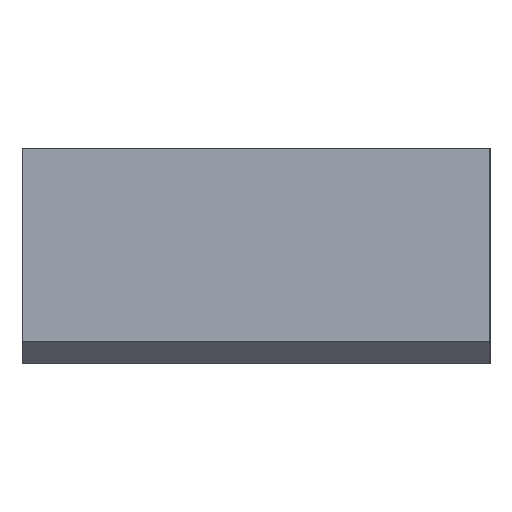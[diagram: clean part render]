
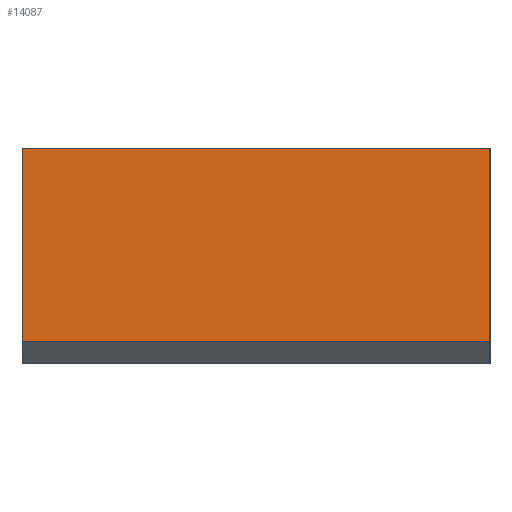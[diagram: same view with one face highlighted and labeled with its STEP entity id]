
A CAD part, left-side view. The second image highlights one B-rep face of the part: STEP entity #14087.
In plain terms, the highlighted planar face has unit normal (-1, 0, 0).
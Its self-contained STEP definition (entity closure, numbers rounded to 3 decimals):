
#10777 = PLANE('',#10778);
#10778 = AXIS2_PLACEMENT_3D('',#10779,#10780,#10781);
#10779 = CARTESIAN_POINT('',(-90.8,-65.4,0.));
#10780 = DIRECTION('',(-0.,-1.,-0.));
#10781 = DIRECTION('',(-1.,0.,0.));
#10998 = VERTEX_POINT('',#10999);
#10999 = CARTESIAN_POINT('',(-90.8,-65.4,3.));
#11013 = PLANE('',#11014);
#11014 = AXIS2_PLACEMENT_3D('',#11015,#11016,#11017);
#11015 = CARTESIAN_POINT('',(-89.3,0.,1.5));
#11016 = DIRECTION('',(0.707,0.,0.707));
#11017 = DIRECTION('',(0.,1.,0.));
#11025 = EDGE_CURVE('',#10998,#11026,#11028,.T.);
#11026 = VERTEX_POINT('',#11027);
#11027 = CARTESIAN_POINT('',(-90.8,-65.4,30.));
#11028 = SURFACE_CURVE('',#11029,(#11033,#11040),.PCURVE_S1.);
#11029 = LINE('',#11030,#11031);
#11030 = CARTESIAN_POINT('',(-90.8,-65.4,0.));
#11031 = VECTOR('',#11032,1.);
#11032 = DIRECTION('',(0.,0.,1.));
#11033 = PCURVE('',#10777,#11034);
#11034 = DEFINITIONAL_REPRESENTATION('',(#11035),#11039);
#11035 = LINE('',#11036,#11037);
#11036 = CARTESIAN_POINT('',(-0.,0.));
#11037 = VECTOR('',#11038,1.);
#11038 = DIRECTION('',(-0.,-1.));
#11039 = ( GEOMETRIC_REPRESENTATION_CONTEXT(2) 
PARAMETRIC_REPRESENTATION_CONTEXT() REPRESENTATION_CONTEXT('2D SPACE',''
  ) );
#11040 = PCURVE('',#11041,#11046);
#11041 = PLANE('',#11042);
#11042 = AXIS2_PLACEMENT_3D('',#11043,#11044,#11045);
#11043 = CARTESIAN_POINT('',(-90.8,0.,0.));
#11044 = DIRECTION('',(-1.,-0.,-0.));
#11045 = DIRECTION('',(0.,1.,0.));
#11046 = DEFINITIONAL_REPRESENTATION('',(#11047),#11051);
#11047 = LINE('',#11048,#11049);
#11048 = CARTESIAN_POINT('',(-65.4,0.));
#11049 = VECTOR('',#11050,1.);
#11050 = DIRECTION('',(-0.,-1.));
#11051 = ( GEOMETRIC_REPRESENTATION_CONTEXT(2) 
PARAMETRIC_REPRESENTATION_CONTEXT() REPRESENTATION_CONTEXT('2D SPACE',''
  ) );
#11067 = PLANE('',#11068);
#11068 = AXIS2_PLACEMENT_3D('',#11069,#11070,#11071);
#11069 = CARTESIAN_POINT('',(-49.933,-33.16,30.));
#11070 = DIRECTION('',(0.,0.,1.));
#11071 = DIRECTION('',(1.,0.,0.));
#11243 = VERTEX_POINT('',#11244);
#11244 = CARTESIAN_POINT('',(-90.8,0.,30.));
#11258 = PLANE('',#11259);
#11259 = AXIS2_PLACEMENT_3D('',#11260,#11261,#11262);
#11260 = CARTESIAN_POINT('',(-54.173,0.,14.074));
#11261 = DIRECTION('',(-0.,1.,-0.));
#11262 = DIRECTION('',(0.,0.,-1.));
#11321 = EDGE_CURVE('',#11243,#11026,#11322,.T.);
#11322 = SURFACE_CURVE('',#11323,(#11327,#11334),.PCURVE_S1.);
#11323 = LINE('',#11324,#11325);
#11324 = CARTESIAN_POINT('',(-90.8,0.,30.));
#11325 = VECTOR('',#11326,1.);
#11326 = DIRECTION('',(-0.,-1.,-0.));
#11327 = PCURVE('',#11067,#11328);
#11328 = DEFINITIONAL_REPRESENTATION('',(#11329),#11333);
#11329 = LINE('',#11330,#11331);
#11330 = CARTESIAN_POINT('',(-40.867,33.16));
#11331 = VECTOR('',#11332,1.);
#11332 = DIRECTION('',(-0.,-1.));
#11333 = ( GEOMETRIC_REPRESENTATION_CONTEXT(2) 
PARAMETRIC_REPRESENTATION_CONTEXT() REPRESENTATION_CONTEXT('2D SPACE',''
  ) );
#11334 = PCURVE('',#11041,#11335);
#11335 = DEFINITIONAL_REPRESENTATION('',(#11336),#11340);
#11336 = LINE('',#11337,#11338);
#11337 = CARTESIAN_POINT('',(-0.,-30.));
#11338 = VECTOR('',#11339,1.);
#11339 = DIRECTION('',(-1.,0.));
#11340 = ( GEOMETRIC_REPRESENTATION_CONTEXT(2) 
PARAMETRIC_REPRESENTATION_CONTEXT() REPRESENTATION_CONTEXT('2D SPACE',''
  ) );
#14087 = ADVANCED_FACE('',(#14088),#11041,.T.);
#14088 = FACE_BOUND('',#14089,.F.);
#14089 = EDGE_LOOP('',(#14090,#14113,#14114,#14115));
#14090 = ORIENTED_EDGE('',*,*,#14091,.T.);
#14091 = EDGE_CURVE('',#14092,#11243,#14094,.T.);
#14092 = VERTEX_POINT('',#14093);
#14093 = CARTESIAN_POINT('',(-90.8,0.,3.));
#14094 = SURFACE_CURVE('',#14095,(#14099,#14106),.PCURVE_S1.);
#14095 = LINE('',#14096,#14097);
#14096 = CARTESIAN_POINT('',(-90.8,0.,0.));
#14097 = VECTOR('',#14098,1.);
#14098 = DIRECTION('',(0.,0.,1.));
#14099 = PCURVE('',#11041,#14100);
#14100 = DEFINITIONAL_REPRESENTATION('',(#14101),#14105);
#14101 = LINE('',#14102,#14103);
#14102 = CARTESIAN_POINT('',(-0.,-0.));
#14103 = VECTOR('',#14104,1.);
#14104 = DIRECTION('',(-0.,-1.));
#14105 = ( GEOMETRIC_REPRESENTATION_CONTEXT(2) 
PARAMETRIC_REPRESENTATION_CONTEXT() REPRESENTATION_CONTEXT('2D SPACE',''
  ) );
#14106 = PCURVE('',#11258,#14107);
#14107 = DEFINITIONAL_REPRESENTATION('',(#14108),#14112);
#14108 = LINE('',#14109,#14110);
#14109 = CARTESIAN_POINT('',(14.074,36.627));
#14110 = VECTOR('',#14111,1.);
#14111 = DIRECTION('',(-1.,-0.));
#14112 = ( GEOMETRIC_REPRESENTATION_CONTEXT(2) 
PARAMETRIC_REPRESENTATION_CONTEXT() REPRESENTATION_CONTEXT('2D SPACE',''
  ) );
#14113 = ORIENTED_EDGE('',*,*,#11321,.T.);
#14114 = ORIENTED_EDGE('',*,*,#11025,.F.);
#14115 = ORIENTED_EDGE('',*,*,#14116,.F.);
#14116 = EDGE_CURVE('',#14092,#10998,#14117,.T.);
#14117 = SURFACE_CURVE('',#14118,(#14122,#14129),.PCURVE_S1.);
#14118 = LINE('',#14119,#14120);
#14119 = CARTESIAN_POINT('',(-90.8,0.,3.));
#14120 = VECTOR('',#14121,1.);
#14121 = DIRECTION('',(-0.,-1.,-0.));
#14122 = PCURVE('',#11041,#14123);
#14123 = DEFINITIONAL_REPRESENTATION('',(#14124),#14128);
#14124 = LINE('',#14125,#14126);
#14125 = CARTESIAN_POINT('',(-0.,-3.));
#14126 = VECTOR('',#14127,1.);
#14127 = DIRECTION('',(-1.,0.));
#14128 = ( GEOMETRIC_REPRESENTATION_CONTEXT(2) 
PARAMETRIC_REPRESENTATION_CONTEXT() REPRESENTATION_CONTEXT('2D SPACE',''
  ) );
#14129 = PCURVE('',#11013,#14130);
#14130 = DEFINITIONAL_REPRESENTATION('',(#14131),#14135);
#14131 = LINE('',#14132,#14133);
#14132 = CARTESIAN_POINT('',(-0.,2.121));
#14133 = VECTOR('',#14134,1.);
#14134 = DIRECTION('',(-1.,0.));
#14135 = ( GEOMETRIC_REPRESENTATION_CONTEXT(2) 
PARAMETRIC_REPRESENTATION_CONTEXT() REPRESENTATION_CONTEXT('2D SPACE',''
  ) );
